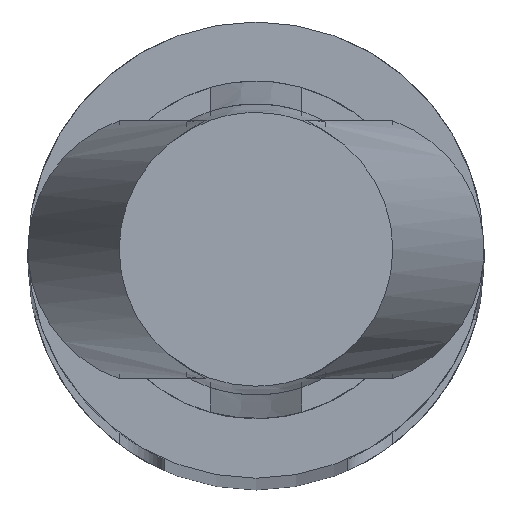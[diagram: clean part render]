
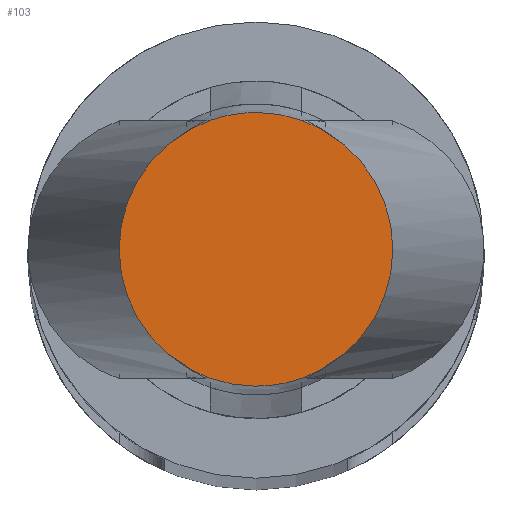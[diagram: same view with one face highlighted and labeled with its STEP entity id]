
A CAD part, top view. The second image highlights one B-rep face of the part: STEP entity #103.
In plain terms, the highlighted planar face has unit normal (0, 0, 1).
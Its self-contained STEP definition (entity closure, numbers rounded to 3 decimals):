
#103 = ADVANCED_FACE( '', ( #269 ), #270, .T. );
#269 = FACE_OUTER_BOUND( '', #534, .T. );
#270 = PLANE( '', #535 );
#534 = EDGE_LOOP( '', ( #866, #867, #868, #869, #870, #871, #872, #873 ) );
#535 = AXIS2_PLACEMENT_3D( '', #874, #875, #876 );
#866 = ORIENTED_EDGE( '', *, *, #1498, .F. );
#867 = ORIENTED_EDGE( '', *, *, #1499, .T. );
#868 = ORIENTED_EDGE( '', *, *, #1500, .F. );
#869 = ORIENTED_EDGE( '', *, *, #1482, .F. );
#870 = ORIENTED_EDGE( '', *, *, #1501, .F. );
#871 = ORIENTED_EDGE( '', *, *, #1502, .T. );
#872 = ORIENTED_EDGE( '', *, *, #1503, .F. );
#873 = ORIENTED_EDGE( '', *, *, #1504, .T. );
#874 = CARTESIAN_POINT( '', ( 0., 0., 42. ) );
#875 = DIRECTION( '', ( 0., 0., 1. ) );
#876 = DIRECTION( '', ( 1., 0., 0. ) );
#1482 = EDGE_CURVE( '', #1740, #1742, #1743, .T. );
#1498 = EDGE_CURVE( '', #1769, #1770, #1771, .T. );
#1499 = EDGE_CURVE( '', #1769, #1772, #1773, .T. );
#1500 = EDGE_CURVE( '', #1742, #1772, #1774, .T. );
#1501 = EDGE_CURVE( '', #1775, #1740, #1776, .T. );
#1502 = EDGE_CURVE( '', #1775, #1777, #1778, .T. );
#1503 = EDGE_CURVE( '', #1779, #1777, #1780, .T. );
#1504 = EDGE_CURVE( '', #1779, #1770, #1781, .F. );
#1740 = VERTEX_POINT( '', #2122 );
#1742 = VERTEX_POINT( '', #2130 );
#1743 = CIRCLE( '', #2131, 1.5 );
#1769 = VERTEX_POINT( '', #2180 );
#1770 = VERTEX_POINT( '', #2181 );
#1771 = CIRCLE( '', #2182, 1.5 );
#1772 = VERTEX_POINT( '', #2183 );
#1773 = B_SPLINE_CURVE_WITH_KNOTS( '', 2, ( #2184, #2185, #2186, #2187, #2188 ), .UNSPECIFIED., .F., .F., ( 3, 2, 3 ), ( 0., 0.5, 1. ), .UNSPECIFIED. );
#1774 = CIRCLE( '', #2189, 1.5 );
#1775 = VERTEX_POINT( '', #2190 );
#1776 = CIRCLE( '', #2191, 1.5 );
#1777 = VERTEX_POINT( '', #2192 );
#1778 = B_SPLINE_CURVE_WITH_KNOTS( '', 2, ( #2193, #2194, #2195, #2196, #2197 ), .UNSPECIFIED., .F., .F., ( 3, 2, 3 ), ( 0., 0.5, 1. ), .UNSPECIFIED. );
#1779 = VERTEX_POINT( '', #2198 );
#1780 = CIRCLE( '', #2199, 1.5 );
#1781 = CIRCLE( '', #2200, 1.5 );
#2122 = CARTESIAN_POINT( '', ( 0.525, 1.405, 42. ) );
#2130 = CARTESIAN_POINT( '', ( 0.525, -1.405, 42. ) );
#2131 = AXIS2_PLACEMENT_3D( '', #2747, #2748, #2749 );
#2180 = CARTESIAN_POINT( '', ( -0.5, -1.414, 42. ) );
#2181 = CARTESIAN_POINT( '', ( -0.525, -1.405, 42. ) );
#2182 = AXIS2_PLACEMENT_3D( '', #2767, #2768, #2769 );
#2183 = CARTESIAN_POINT( '', ( 0.5, -1.414, 42. ) );
#2184 = CARTESIAN_POINT( '', ( -0.5, -1.414, 42. ) );
#2185 = CARTESIAN_POINT( '', ( -0.258, -1.5, 42. ) );
#2186 = CARTESIAN_POINT( '', ( 0., -1.5, 42. ) );
#2187 = CARTESIAN_POINT( '', ( 0.257, -1.5, 42. ) );
#2188 = CARTESIAN_POINT( '', ( 0.5, -1.414, 42. ) );
#2189 = AXIS2_PLACEMENT_3D( '', #2770, #2771, #2772 );
#2190 = CARTESIAN_POINT( '', ( 0.5, 1.414, 42. ) );
#2191 = AXIS2_PLACEMENT_3D( '', #2773, #2774, #2775 );
#2192 = CARTESIAN_POINT( '', ( -0.5, 1.414, 42. ) );
#2193 = CARTESIAN_POINT( '', ( 0.5, 1.414, 42. ) );
#2194 = CARTESIAN_POINT( '', ( 0.258, 1.5, 42. ) );
#2195 = CARTESIAN_POINT( '', ( 0., 1.5, 42. ) );
#2196 = CARTESIAN_POINT( '', ( -0.257, 1.5, 42. ) );
#2197 = CARTESIAN_POINT( '', ( -0.5, 1.414, 42. ) );
#2198 = CARTESIAN_POINT( '', ( -0.525, 1.405, 42. ) );
#2199 = AXIS2_PLACEMENT_3D( '', #2776, #2777, #2778 );
#2200 = AXIS2_PLACEMENT_3D( '', #2779, #2780, #2781 );
#2747 = CARTESIAN_POINT( '', ( 0., 0., 42. ) );
#2748 = DIRECTION( '', ( 0., 0., -1. ) );
#2749 = DIRECTION( '', ( 0., 1., 0. ) );
#2767 = CARTESIAN_POINT( '', ( 0., 0., 42. ) );
#2768 = DIRECTION( '', ( 0., 0., -1. ) );
#2769 = DIRECTION( '', ( 0., 1., 0. ) );
#2770 = CARTESIAN_POINT( '', ( 0., 0., 42. ) );
#2771 = DIRECTION( '', ( 0., 0., -1. ) );
#2772 = DIRECTION( '', ( 0., 1., 0. ) );
#2773 = CARTESIAN_POINT( '', ( 0., 0., 42. ) );
#2774 = DIRECTION( '', ( 0., 0., -1. ) );
#2775 = DIRECTION( '', ( 0., 1., 0. ) );
#2776 = CARTESIAN_POINT( '', ( 0., 0., 42. ) );
#2777 = DIRECTION( '', ( 0., 0., -1. ) );
#2778 = DIRECTION( '', ( 0., 1., 0. ) );
#2779 = CARTESIAN_POINT( '', ( 0., 0., 42. ) );
#2780 = DIRECTION( '', ( 0., 0., -1. ) );
#2781 = DIRECTION( '', ( 1., 0., 0. ) );
